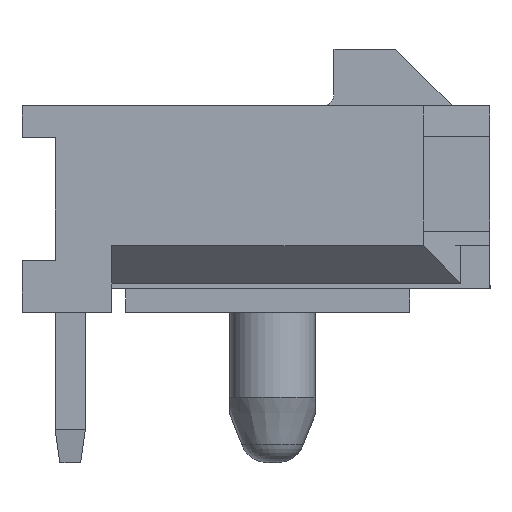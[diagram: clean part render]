
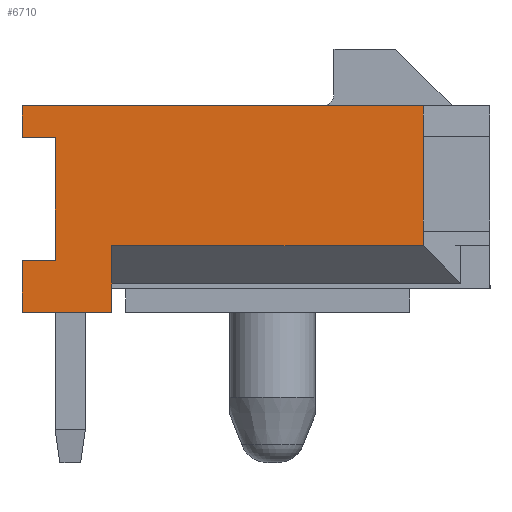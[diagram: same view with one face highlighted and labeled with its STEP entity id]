
A CAD part, left-side view. The second image highlights one B-rep face of the part: STEP entity #6710.
In plain terms, the highlighted planar face has unit normal (-1, 0, 0).
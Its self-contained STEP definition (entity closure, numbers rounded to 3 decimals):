
#919=ORIENTED_EDGE('',*,*,#2722,.T.);
#920=ORIENTED_EDGE('',*,*,#2723,.T.);
#921=ORIENTED_EDGE('',*,*,#2715,.T.);
#922=ORIENTED_EDGE('',*,*,#2724,.T.);
#923=ORIENTED_EDGE('',*,*,#2725,.F.);
#924=ORIENTED_EDGE('',*,*,#2726,.T.);
#925=ORIENTED_EDGE('',*,*,#2727,.F.);
#926=ORIENTED_EDGE('',*,*,#2728,.F.);
#927=ORIENTED_EDGE('',*,*,#2729,.F.);
#928=ORIENTED_EDGE('',*,*,#2232,.T.);
#929=ORIENTED_EDGE('',*,*,#2721,.T.);
#930=ORIENTED_EDGE('',*,*,#2730,.T.);
#2232=EDGE_CURVE('',#3186,#3185,#3815,.T.);
#2715=EDGE_CURVE('',#3560,#3561,#4298,.T.);
#2721=EDGE_CURVE('',#3185,#3565,#4304,.T.);
#2722=EDGE_CURVE('',#3566,#3567,#4305,.T.);
#2723=EDGE_CURVE('',#3567,#3560,#4306,.T.);
#2724=EDGE_CURVE('',#3561,#3568,#4307,.T.);
#2725=EDGE_CURVE('',#3569,#3568,#4308,.T.);
#2726=EDGE_CURVE('',#3569,#3570,#4309,.T.);
#2727=EDGE_CURVE('',#3571,#3570,#4310,.T.);
#2728=EDGE_CURVE('',#3572,#3571,#4311,.T.);
#2729=EDGE_CURVE('',#3186,#3572,#4312,.T.);
#2730=EDGE_CURVE('',#3565,#3566,#4313,.T.);
#3185=VERTEX_POINT('',#9444);
#3186=VERTEX_POINT('',#9446);
#3560=VERTEX_POINT('',#10387);
#3561=VERTEX_POINT('',#10388);
#3565=VERTEX_POINT('',#10398);
#3566=VERTEX_POINT('',#10402);
#3567=VERTEX_POINT('',#10403);
#3568=VERTEX_POINT('',#10406);
#3569=VERTEX_POINT('',#10408);
#3570=VERTEX_POINT('',#10410);
#3571=VERTEX_POINT('',#10412);
#3572=VERTEX_POINT('',#10414);
#3815=LINE('',#9445,#4761);
#4298=LINE('',#10386,#5244);
#4304=LINE('',#10399,#5250);
#4305=LINE('',#10401,#5251);
#4306=LINE('',#10404,#5252);
#4307=LINE('',#10405,#5253);
#4308=LINE('',#10407,#5254);
#4309=LINE('',#10409,#5255);
#4310=LINE('',#10411,#5256);
#4311=LINE('',#10413,#5257);
#4312=LINE('',#10415,#5258);
#4313=LINE('',#10416,#5259);
#4761=VECTOR('',#7602,1000.);
#5244=VECTOR('',#8253,1000.);
#5250=VECTOR('',#8261,1000.);
#5251=VECTOR('',#8264,1000.);
#5252=VECTOR('',#8265,1000.);
#5253=VECTOR('',#8266,1000.);
#5254=VECTOR('',#8267,1000.);
#5255=VECTOR('',#8268,1000.);
#5256=VECTOR('',#8269,1000.);
#5257=VECTOR('',#8270,1000.);
#5258=VECTOR('',#8271,1000.);
#5259=VECTOR('',#8272,1000.);
#5669=EDGE_LOOP('',(#919,#920,#921,#922,#923,#924,#925,#926,#927,#928,#929,
#930));
#6033=FACE_BOUND('',#5669,.T.);
#6374=PLANE('',#7093);
#6710=ADVANCED_FACE('',(#6033),#6374,.T.);
#7093=AXIS2_PLACEMENT_3D('',#10400,#8262,#8263);
#7602=DIRECTION('',(0.,1.,0.));
#8253=DIRECTION('',(0.,0.,-1.));
#8261=DIRECTION('',(0.,0.,-1.));
#8262=DIRECTION('',(-1.,0.,0.));
#8263=DIRECTION('',(0.,0.,1.));
#8264=DIRECTION('',(0.,0.,-1.));
#8265=DIRECTION('',(0.,1.,0.));
#8266=DIRECTION('',(0.,-1.,0.));
#8267=DIRECTION('',(0.,0.,-1.));
#8268=DIRECTION('',(0.,-1.,0.));
#8269=DIRECTION('',(0.,0.,-1.));
#8270=DIRECTION('',(0.,0.,-1.));
#8271=DIRECTION('',(0.,0.,-1.));
#8272=DIRECTION('',(0.,-1.,0.));
#9444=CARTESIAN_POINT('',(-15.325,4.95,2.185));
#9445=CARTESIAN_POINT('',(-15.325,-4.95,2.185));
#9446=CARTESIAN_POINT('',(-15.325,-3.536,2.185));
#10386=CARTESIAN_POINT('',(-15.325,4.95,2.185));
#10387=CARTESIAN_POINT('',(-15.325,4.95,-1.085));
#10388=CARTESIAN_POINT('',(-15.325,4.95,-2.185));
#10398=CARTESIAN_POINT('',(-15.325,4.95,1.515));
#10399=CARTESIAN_POINT('',(-15.325,4.95,2.185));
#10400=CARTESIAN_POINT('',(-15.325,0.,0.));
#10401=CARTESIAN_POINT('',(-15.325,4.25,0.));
#10402=CARTESIAN_POINT('',(-15.325,4.25,1.515));
#10403=CARTESIAN_POINT('',(-15.325,4.25,-1.085));
#10404=CARTESIAN_POINT('',(-15.325,0.,-1.085));
#10405=CARTESIAN_POINT('',(-15.325,4.95,-2.185));
#10406=CARTESIAN_POINT('',(-15.325,3.05,-2.185));
#10407=CARTESIAN_POINT('',(-15.325,3.05,-2.185));
#10408=CARTESIAN_POINT('',(-15.325,3.05,-0.771));
#10409=CARTESIAN_POINT('',(-15.325,3.05,-0.771));
#10410=CARTESIAN_POINT('',(-15.325,-3.536,-0.771));
#10411=CARTESIAN_POINT('',(-15.325,-3.536,0.));
#10412=CARTESIAN_POINT('',(-15.325,-3.536,-0.465));
#10413=CARTESIAN_POINT('',(-15.325,-3.536,1.535));
#10414=CARTESIAN_POINT('',(-15.325,-3.536,1.535));
#10415=CARTESIAN_POINT('',(-15.325,-3.536,0.));
#10416=CARTESIAN_POINT('',(-15.325,0.,1.515));
